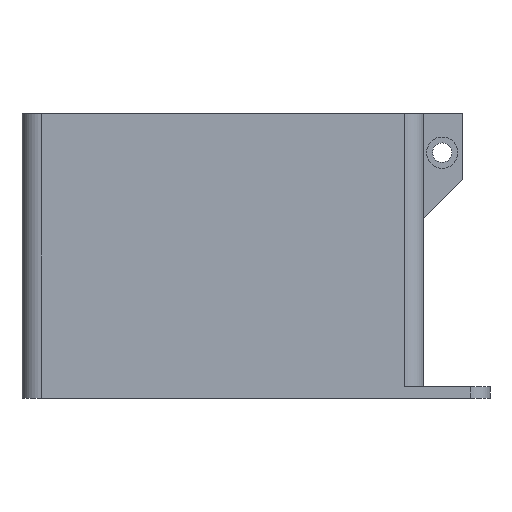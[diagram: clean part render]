
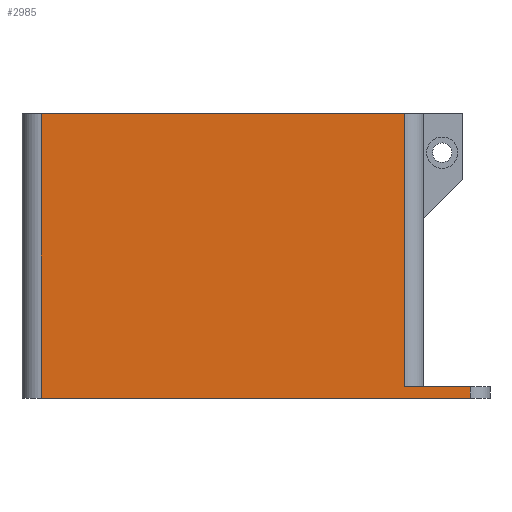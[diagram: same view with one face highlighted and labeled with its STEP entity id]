
A CAD part, front view. The second image highlights one B-rep face of the part: STEP entity #2985.
In plain terms, the highlighted planar face has unit normal (0, -1, 0).
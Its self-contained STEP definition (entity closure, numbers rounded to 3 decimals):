
#224 = CARTESIAN_POINT ( 'NONE',  ( 38., -98.5, 73. ) ) ;
#279 = DIRECTION ( 'NONE',  ( 0., 0., -1. ) ) ;
#334 = CARTESIAN_POINT ( 'NONE',  ( -55., -98.5, 73. ) ) ;
#347 = DIRECTION ( 'NONE',  ( 0., 1., 0. ) ) ;
#372 = AXIS2_PLACEMENT_3D ( 'NONE', #3569, #347, #1761 ) ;
#386 = ORIENTED_EDGE ( 'NONE', *, *, #1633, .T. ) ;
#448 = LINE ( 'NONE', #1327, #3666 ) ;
#519 = DIRECTION ( 'NONE',  ( 0., 0., -1. ) ) ;
#624 = ORIENTED_EDGE ( 'NONE', *, *, #2788, .F. ) ;
#646 = LINE ( 'NONE', #1156, #3812 ) ;
#704 = CARTESIAN_POINT ( 'NONE',  ( 38., -98.5, 73. ) ) ;
#801 = LINE ( 'NONE', #224, #3422 ) ;
#851 = CARTESIAN_POINT ( 'NONE',  ( 55., -98.5, 0. ) ) ;
#958 = ORIENTED_EDGE ( 'NONE', *, *, #2818, .F. ) ;
#1156 = CARTESIAN_POINT ( 'NONE',  ( -55., -98.5, 3. ) ) ;
#1215 = VERTEX_POINT ( 'NONE', #1244 ) ;
#1244 = CARTESIAN_POINT ( 'NONE',  ( -55., -98.5, 0. ) ) ;
#1327 = CARTESIAN_POINT ( 'NONE',  ( -55., -98.5, 73. ) ) ;
#1397 = VECTOR ( 'NONE', #519, 1000. ) ;
#1415 = EDGE_LOOP ( 'NONE', ( #386, #624, #1818, #958, #2179, #1559 ) ) ;
#1424 = VERTEX_POINT ( 'NONE', #334 ) ;
#1554 = CARTESIAN_POINT ( 'NONE',  ( 38., -98.5, 3. ) ) ;
#1559 = ORIENTED_EDGE ( 'NONE', *, *, #2978, .T. ) ;
#1618 = LINE ( 'NONE', #2808, #2058 ) ;
#1633 = EDGE_CURVE ( 'NONE', #1215, #3632, #2635, .T. ) ;
#1742 = DIRECTION ( 'NONE',  ( 0., 0., -1. ) ) ;
#1761 = DIRECTION ( 'NONE',  ( -1., 0., 0. ) ) ;
#1817 = CARTESIAN_POINT ( 'NONE',  ( 55., -98.5, 3. ) ) ;
#1818 = ORIENTED_EDGE ( 'NONE', *, *, #3475, .F. ) ;
#1855 = DIRECTION ( 'NONE',  ( 1., 0., 0. ) ) ;
#1872 = FACE_OUTER_BOUND ( 'NONE', #1415, .T. ) ;
#2058 = VECTOR ( 'NONE', #1855, 1000. ) ;
#2179 = ORIENTED_EDGE ( 'NONE', *, *, #2338, .F. ) ;
#2307 = VECTOR ( 'NONE', #3843, 1000. ) ;
#2331 = VERTEX_POINT ( 'NONE', #704 ) ;
#2338 = EDGE_CURVE ( 'NONE', #1424, #2331, #448, .T. ) ;
#2381 = PLANE ( 'NONE',  #372 ) ;
#2635 = LINE ( 'NONE', #851, #2307 ) ;
#2788 = EDGE_CURVE ( 'NONE', #3298, #3632, #3196, .T. ) ;
#2808 = CARTESIAN_POINT ( 'NONE',  ( 55., -98.5, 3. ) ) ;
#2818 = EDGE_CURVE ( 'NONE', #2331, #3429, #801, .T. ) ;
#2910 = CARTESIAN_POINT ( 'NONE',  ( 55., -98.5, 0. ) ) ;
#2978 = EDGE_CURVE ( 'NONE', #1424, #1215, #646, .T. ) ;
#2985 = ADVANCED_FACE ( 'NONE', ( #1872 ), #2381, .F. ) ;
#3196 = LINE ( 'NONE', #3249, #1397 ) ;
#3249 = CARTESIAN_POINT ( 'NONE',  ( 55., -98.5, 3. ) ) ;
#3298 = VERTEX_POINT ( 'NONE', #1817 ) ;
#3422 = VECTOR ( 'NONE', #1742, 1000. ) ;
#3429 = VERTEX_POINT ( 'NONE', #1554 ) ;
#3475 = EDGE_CURVE ( 'NONE', #3429, #3298, #1618, .T. ) ;
#3569 = CARTESIAN_POINT ( 'NONE',  ( 55., -98.5, 3. ) ) ;
#3632 = VERTEX_POINT ( 'NONE', #2910 ) ;
#3666 = VECTOR ( 'NONE', #3753, 1000. ) ;
#3753 = DIRECTION ( 'NONE',  ( 1., 0., 0. ) ) ;
#3812 = VECTOR ( 'NONE', #279, 1000. ) ;
#3843 = DIRECTION ( 'NONE',  ( 1., 0., 0. ) ) ;
